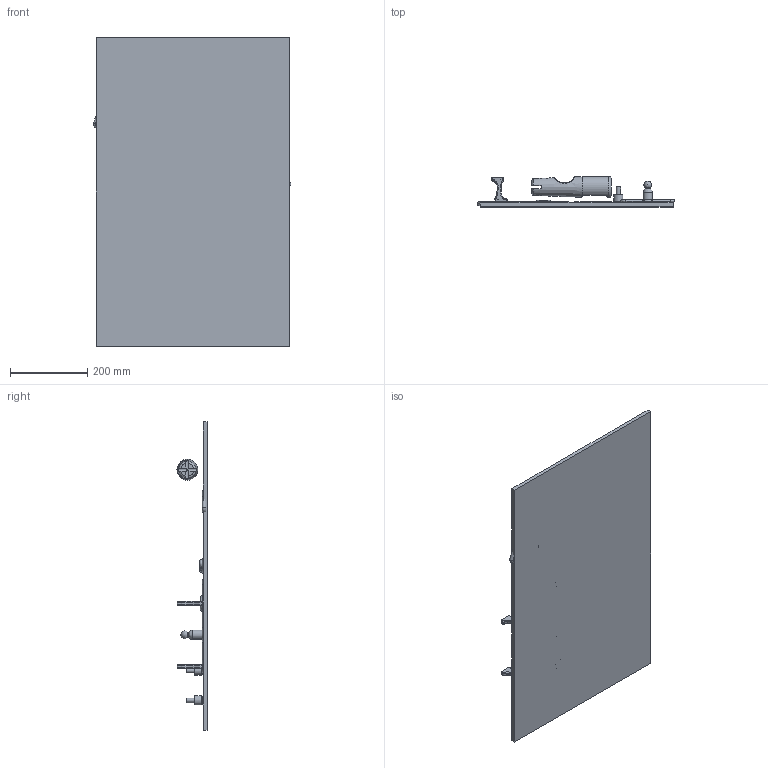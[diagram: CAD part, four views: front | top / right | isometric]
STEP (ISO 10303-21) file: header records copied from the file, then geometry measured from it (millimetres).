
FILE_DESCRIPTION(/* description */ (''),/* implementation_level */ '2;1');
FILE_NAME(/* name */ 'Placa_Juguete.stp',/* time_stamp */ '2025-03-01T18:30:31-05:00',/* author */ ('hmont'),/* organization */ (''),/* preprocessor_version */ 'ST-DEVELOPER v20',/* originating_system */ 'Autodesk Inventor 2025',/* authorisation */ '');
FILE_SCHEMA (('AUTOMOTIVE_DESIGN { 1 0 10303 214 3 1 1 }'));
Length unit declared in the file: millimetre
Products named in the file (10): Placa_Juguete; Placa; LowerWing; HorizontalTail; Pilot; Wheel; Propellor; Motor; VerticalCrossbar; Fuselage
Assembly tree (17 placements, depth 2):
  Placa_Juguete
    Placa
    LowerWing  x2
    HorizontalTail  x2
    Pilot
    Wheel  x4
    Propellor
    Motor  x3
    VerticalCrossbar  x2
    Fuselage
Bounding box: 511.79 x 78.58 x 800 mm (x, y, z)
Volume: 4788923.7 mm3; surface area: 997776.1 mm2
Topology: 17 solids, 17 shells, 503 faces, 1114 edges, 670 vertices
Faces by surface type: plane 197, cylinder 129, torus 122, bspline 29, sphere 25, cone 1
Full cylindrical faces by diameter (mm): 4 x16, 4.5 x4, 6 x6, 10 x4, 12 x4, 24 x5, 30 x1, 54 x1
Entity records: 13948 total; most frequent: CARTESIAN_POINT 6374, DIRECTION 1570, ORIENTED_EDGE 1400, EDGE_CURVE 700, AXIS2_PLACEMENT_3D 606, VERTEX_POINT 439, LINE 358, VECTOR 358
